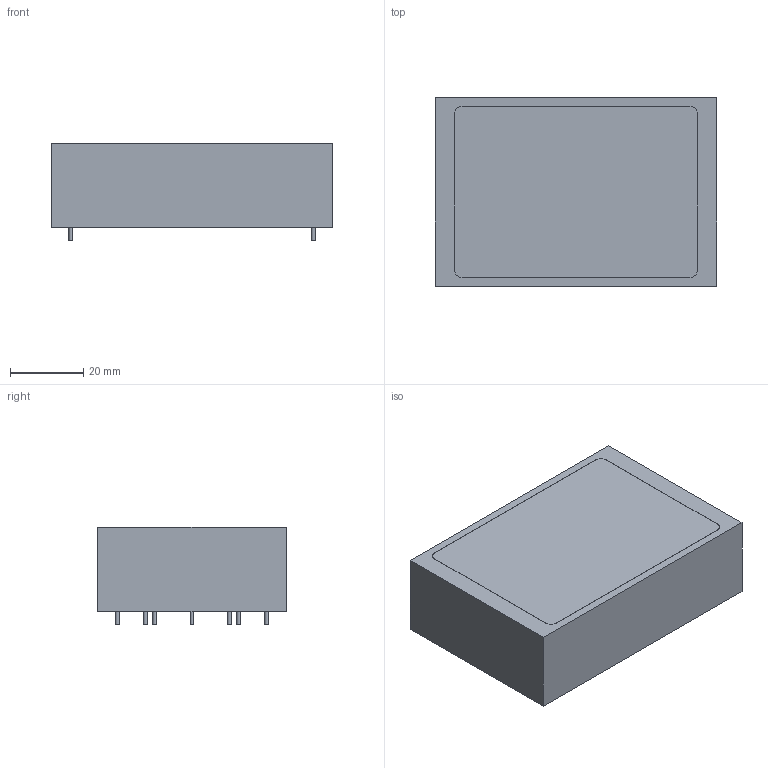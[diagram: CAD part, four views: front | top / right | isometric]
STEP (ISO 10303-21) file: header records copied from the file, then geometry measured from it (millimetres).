
FILE_DESCRIPTION(/* description */ (''),/* implementation_level */ '2;1');
FILE_NAME(/* name */ 'MTM-POWER_PMA15.stp',/* time_stamp */ '2017-05-24T12:44:24+02:00',/* author */ ('jchouvet'),/* organization */ (''),/* preprocessor_version */ 'ST-DEVELOPER v16.1',/* originating_system */ 'AutoCAD Mechanical',/* authorisation */ '');
FILE_SCHEMA (('AUTOMOTIVE_DESIGN { 1 0 10303 214 3 1 1 }'));
Length unit declared in the file: millimetre
Products named in the file (1): Product
Bounding box: 76.5 x 51.3 x 26.6 mm (x, y, z)
Volume: 88293.6 mm3; surface area: 20249.3 mm2
Topology: 9 solids, 9 shells, 46 faces, 75 edges, 50 vertices
Faces by surface type: plane 33, cylinder 13
Full cylindrical faces by diameter (mm): 1 x7, 3.2 x2
Entity records: 1051 total; most frequent: DIRECTION 186, CARTESIAN_POINT 163, ORIENTED_EDGE 132, AXIS2_PLACEMENT_3D 73, EDGE_CURVE 66, EDGE_LOOP 58, VERTEX_POINT 50, FACE_OUTER_BOUND 46
